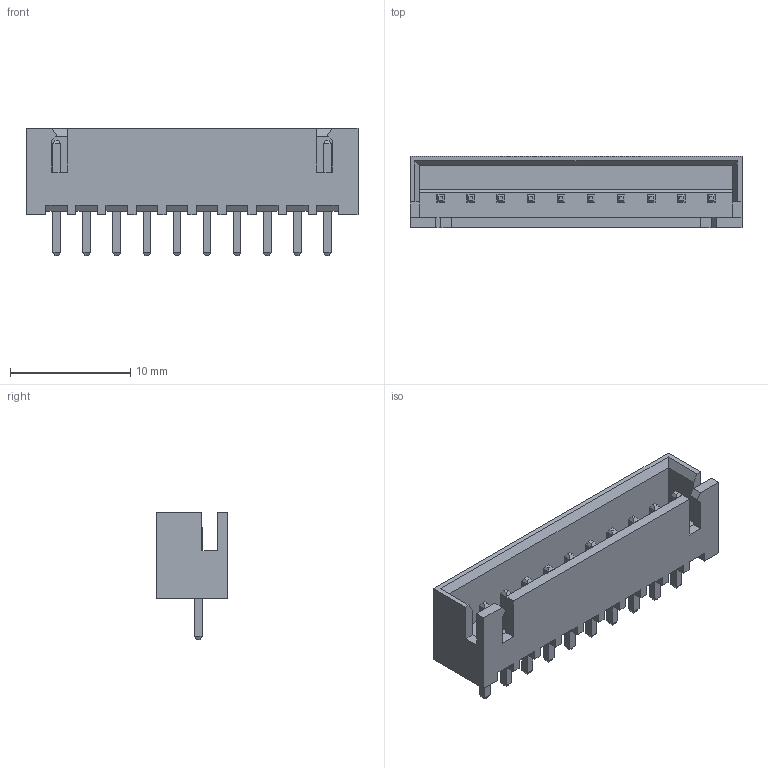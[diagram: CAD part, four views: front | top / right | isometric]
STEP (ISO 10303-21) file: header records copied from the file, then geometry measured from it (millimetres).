
FILE_DESCRIPTION(('STEP AP214'), '1');
FILE_NAME('DS1069-2MVW6X', '2018-05-09T00:07:14', ('Nobody'), (''), 'ASCON STEP Converter 1.3', 'ASCON Math Kernel', '');
FILE_SCHEMA(('AUTOMOTIVE_DESIGN { 1 0 10303 214 3 1 1}'));
Length unit declared in the file: millimetre
Assembly tree (11 placements, depth 2):
  (unnamed)
    (unnamed)
    (unnamed)  x10
Bounding box: 27.6 x 5.95 x 10.6 mm (x, y, z)
Volume: 586.5 mm3; surface area: 1377.7 mm2
Topology: 11 solids, 11 shells, 235 faces, 557 edges, 344 vertices
Faces by surface type: plane 235
Entity records: 4668 total; most frequent: CARTESIAN_POINT 626, ORIENTED_EDGE 610, DIRECTION 547, EDGE_CURVE 305, LINE 305, VECTOR 305, VERTEX_POINT 200, AXIS2_PLACEMENT_3D 121
